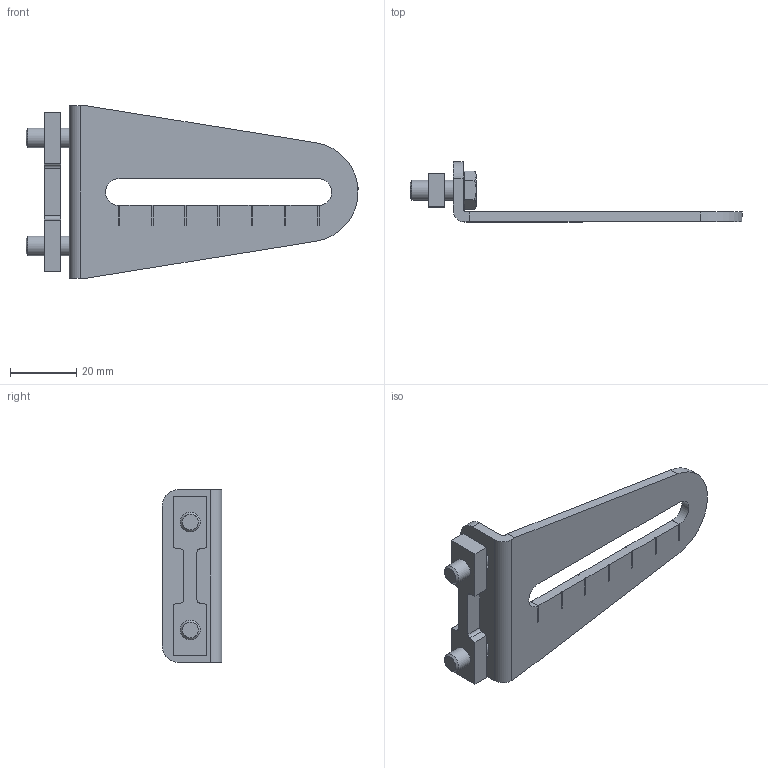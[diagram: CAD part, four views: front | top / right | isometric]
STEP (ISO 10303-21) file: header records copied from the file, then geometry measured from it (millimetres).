
FILE_DESCRIPTION(/* description */ (''),/* implementation_level */ '2;1');
FILE_NAME(/* name */ 'AH-25.stp',/* time_stamp */ '2016-06-24T13:57:47+02:00',/* author */ (''),/* organization */ (''),/* preprocessor_version */ 'ST-DEVELOPER v11',/* originating_system */ 'SIEMENS UGS NX 6.0',/* authorisation */ '');
FILE_SCHEMA (('AUTOMOTIVE_DESIGN { 1 0 10303 214 1 1 1 1 }'));
Length unit declared in the file: millimetre
Products named in the file (1): ch0037033_01
Bounding box: 99.95 x 18 x 52 mm (x, y, z)
Volume: 13659.7 mm3; surface area: 11936.2 mm2
Topology: 4 solids, 4 shells, 144 faces, 378 edges, 251 vertices
Faces by surface type: plane 109, cylinder 25, cone 8, torus 2
Full cylindrical faces by diameter (mm): 4.707 x2, 4.747 x2, 5.2 x2, 6 x2, 9 x2
Entity records: 5423 total; most frequent: CARTESIAN_POINT 866, ORIENTED_EDGE 708, DIRECTION 692, EDGE_CURVE 354, LINE 274, VECTOR 274, VERTEX_POINT 246, AXIS2_PLACEMENT_3D 209
